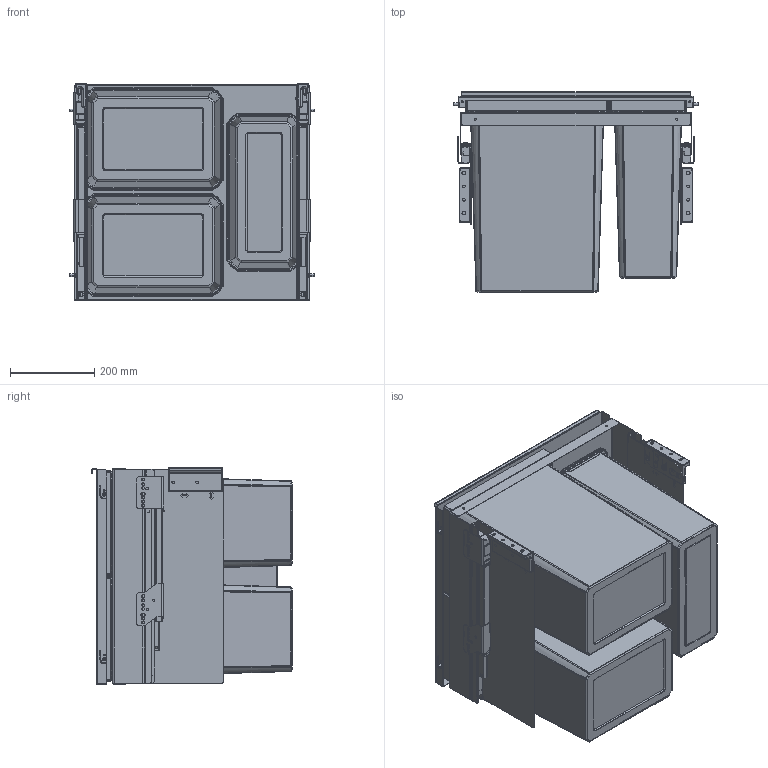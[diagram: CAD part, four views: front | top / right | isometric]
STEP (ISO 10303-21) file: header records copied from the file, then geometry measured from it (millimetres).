
FILE_DESCRIPTION(('STEP AP214'),'1');
FILE_NAME('8012384_V Cox Clan 490_600-3.STP','2024-08-14T07:27:34',(' '),(' '),'Spatial InterOp 3D',' ',' ');
FILE_SCHEMA(('AUTOMOTIVE_DESIGN { 1 0 10303 214 1 1 1 1 }'));
Length unit declared in the file: millimetre
Products named in the file (1): 3D-Objekt
Bounding box: 584 x 477 x 516 mm (x, y, z)
Volume: 5822181.4 mm3; surface area: 4980491 mm2
Topology: 27 solids, 29 shells, 3733 faces, 9786 edges, 6210 vertices
Faces by surface type: plane 2181, cylinder 998, torus 188, cone 158, bspline 152, sphere 56
Entity records: 152256 total; most frequent: CARTESIAN_POINT 29891, ORIENTED_EDGE 19572, DIRECTION 18600, EDGE_CURVE 9786, LINE 6576, VECTOR 6576, VERTEX_POINT 6210, AXIS2_PLACEMENT_3D 6012
